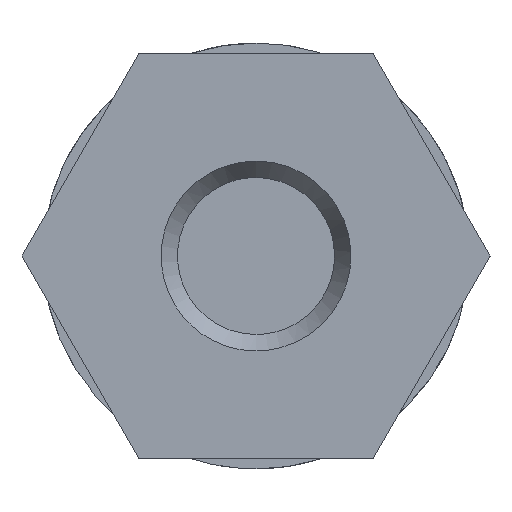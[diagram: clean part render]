
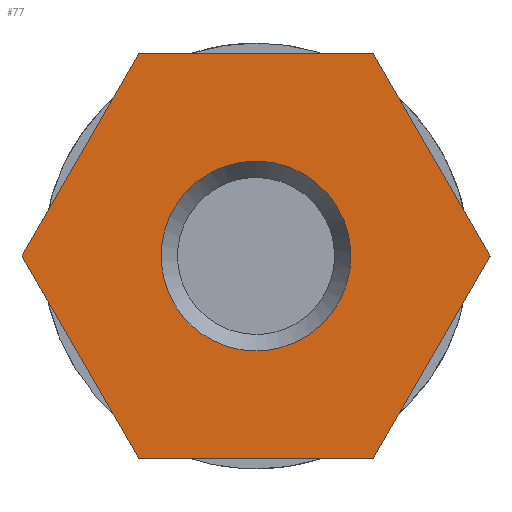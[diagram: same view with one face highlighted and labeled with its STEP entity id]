
A CAD part, front view. The second image highlights one B-rep face of the part: STEP entity #77.
In plain terms, the highlighted free-form (B-spline) face has degree [1, 1] with [2, 2] control points.
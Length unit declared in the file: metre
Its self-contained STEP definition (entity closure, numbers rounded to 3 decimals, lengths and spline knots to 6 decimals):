
#77 = ADVANCED_FACE( '', ( #152, #153 ), #154, .T. );
#152 = FACE_BOUND( '', #312, .T. );
#153 = FACE_OUTER_BOUND( '', #313, .T. );
#154 = B_SPLINE_SURFACE_WITH_KNOTS( '', 1, 1, ( ( #314, #315 ), ( #316, #317 ) ), .UNSPECIFIED., .F., .F., .F., ( 2, 2 ), ( 2, 2 ), ( 0., 1. ), ( 0., 1. ), .UNSPECIFIED. );
#312 = EDGE_LOOP( '', ( #563, #564 ) );
#313 = EDGE_LOOP( '', ( #565, #566, #567, #568, #569, #570 ) );
#314 = CARTESIAN_POINT( '', ( -0.004616, 0., 0.00395 ) );
#315 = CARTESIAN_POINT( '', ( 0.004616, 0., 0.00395 ) );
#316 = CARTESIAN_POINT( '', ( -0.004616, 0., -0.00395 ) );
#317 = CARTESIAN_POINT( '', ( 0.004616, 0., -0.00395 ) );
#563 = ORIENTED_EDGE( '', *, *, #717, .T. );
#564 = ORIENTED_EDGE( '', *, *, #716, .F. );
#565 = ORIENTED_EDGE( '', *, *, #708, .T. );
#566 = ORIENTED_EDGE( '', *, *, #702, .T. );
#567 = ORIENTED_EDGE( '', *, *, #715, .T. );
#568 = ORIENTED_EDGE( '', *, *, #714, .T. );
#569 = ORIENTED_EDGE( '', *, *, #712, .T. );
#570 = ORIENTED_EDGE( '', *, *, #710, .T. );
#702 = EDGE_CURVE( '', #874, #876, #878, .T. );
#708 = EDGE_CURVE( '', #887, #874, #889, .T. );
#710 = EDGE_CURVE( '', #890, #887, #892, .T. );
#712 = EDGE_CURVE( '', #893, #890, #895, .T. );
#714 = EDGE_CURVE( '', #896, #893, #898, .T. );
#715 = EDGE_CURVE( '', #876, #896, #899, .T. );
#716 = EDGE_CURVE( '', #900, #901, #902, .T. );
#717 = EDGE_CURVE( '', #900, #901, #903, .T. );
#874 = VERTEX_POINT( '', #1463 );
#876 = VERTEX_POINT( '', #1466 );
#878 = B_SPLINE_CURVE_WITH_KNOTS( '', 1, ( #1469, #1470 ), .UNSPECIFIED., .F., .F., ( 2, 2 ), ( 0., 1. ), .UNSPECIFIED. );
#887 = VERTEX_POINT( '', #1525 );
#889 = B_SPLINE_CURVE_WITH_KNOTS( '', 3, ( #1528, #1529, #1530, #1531 ), .UNSPECIFIED., .F., .F., ( 4, 4 ), ( 0., 1. ), .UNSPECIFIED. );
#890 = VERTEX_POINT( '', #1532 );
#892 = B_SPLINE_CURVE_WITH_KNOTS( '', 3, ( #1535, #1536, #1537, #1538 ), .UNSPECIFIED., .F., .F., ( 4, 4 ), ( 0., 1. ), .UNSPECIFIED. );
#893 = VERTEX_POINT( '', #1539 );
#895 = B_SPLINE_CURVE_WITH_KNOTS( '', 1, ( #1542, #1543 ), .UNSPECIFIED., .F., .F., ( 2, 2 ), ( 0., 1. ), .UNSPECIFIED. );
#896 = VERTEX_POINT( '', #1544 );
#898 = B_SPLINE_CURVE_WITH_KNOTS( '', 3, ( #1547, #1548, #1549, #1550 ), .UNSPECIFIED., .F., .F., ( 4, 4 ), ( 0., 1. ), .UNSPECIFIED. );
#899 = B_SPLINE_CURVE_WITH_KNOTS( '', 3, ( #1551, #1552, #1553, #1554 ), .UNSPECIFIED., .F., .F., ( 4, 4 ), ( 0., 1. ), .UNSPECIFIED. );
#900 = VERTEX_POINT( '', #1555 );
#901 = VERTEX_POINT( '', #1556 );
#902 = ( BOUNDED_CURVE(  )B_SPLINE_CURVE( 3, ( #1559, #1560, #1561, #1562 ), .UNSPECIFIED., .F., .F. )B_SPLINE_CURVE_WITH_KNOTS( ( 4, 4 ), ( -3.141593, 0. ), .UNSPECIFIED. )CURVE(  )GEOMETRIC_REPRESENTATION_ITEM(  )RATIONAL_B_SPLINE_CURVE( ( 1., 0.333, 0.333, 1. ) )REPRESENTATION_ITEM( '' ) );
#903 = B_SPLINE_CURVE_WITH_KNOTS( '', 3, ( #1568, #1569, #1570, #1571, #1572, #1573, #1574, #1575, #1576, #1577, #1578, #1579, #1580, #1581, #1582, #1583, #1584, #1585, #1586, #1587, #1588, #1589, #1590, #1591 ), .UNSPECIFIED., .F., .F., ( 4, 1, 1, 1, 1, 1, 1, 1, 1, 1, 1, 1, 1, 1, 1, 1, 1, 1, 1, 1, 1, 4 ), ( 0., 0.06557, 0.130999, 0.196569, 0.294832, 0.393094, 0.589382, 0.785669, 0.981956, 1.178244, 1.374531, 1.570818, 1.767106, 1.963393, 2.15968, 2.355968, 2.552255, 2.748542, 2.846805, 2.945067, 3.04333, 3.141593 ), .UNSPECIFIED. );
#1463 = CARTESIAN_POINT( '', ( 0.002281, 0., 0.00395 ) );
#1466 = CARTESIAN_POINT( '', ( -0.002281, 0., 0.00395 ) );
#1469 = CARTESIAN_POINT( '', ( 0.002281, 0., 0.00395 ) );
#1470 = CARTESIAN_POINT( '', ( -0.002281, 0., 0.00395 ) );
#1525 = CARTESIAN_POINT( '', ( 0.004561, 0., 0. ) );
#1528 = CARTESIAN_POINT( '', ( 0.004561, 0., 0. ) );
#1529 = CARTESIAN_POINT( '', ( 0.003801, 0., 0.001317 ) );
#1530 = CARTESIAN_POINT( '', ( 0.003041, 0., 0.002633 ) );
#1531 = CARTESIAN_POINT( '', ( 0.002281, 0., 0.00395 ) );
#1532 = CARTESIAN_POINT( '', ( 0.002281, 0., -0.00395 ) );
#1535 = CARTESIAN_POINT( '', ( 0.002281, 0., -0.00395 ) );
#1536 = CARTESIAN_POINT( '', ( 0.003041, 0., -0.002633 ) );
#1537 = CARTESIAN_POINT( '', ( 0.003801, 0., -0.001317 ) );
#1538 = CARTESIAN_POINT( '', ( 0.004561, 0., 0. ) );
#1539 = CARTESIAN_POINT( '', ( -0.002281, 0., -0.00395 ) );
#1542 = CARTESIAN_POINT( '', ( -0.002281, 0., -0.00395 ) );
#1543 = CARTESIAN_POINT( '', ( 0.002281, 0., -0.00395 ) );
#1544 = CARTESIAN_POINT( '', ( -0.004561, 0., 0. ) );
#1547 = CARTESIAN_POINT( '', ( -0.004561, 0., 0. ) );
#1548 = CARTESIAN_POINT( '', ( -0.003801, 0., -0.001317 ) );
#1549 = CARTESIAN_POINT( '', ( -0.003041, 0., -0.002633 ) );
#1550 = CARTESIAN_POINT( '', ( -0.002281, 0., -0.00395 ) );
#1551 = CARTESIAN_POINT( '', ( -0.002281, 0., 0.00395 ) );
#1552 = CARTESIAN_POINT( '', ( -0.003041, 0., 0.002633 ) );
#1553 = CARTESIAN_POINT( '', ( -0.003801, 0., 0.001317 ) );
#1554 = CARTESIAN_POINT( '', ( -0.004561, 0., 0. ) );
#1555 = CARTESIAN_POINT( '', ( 0., 0., 0.00185 ) );
#1556 = CARTESIAN_POINT( '', ( 0., 0., -0.00185 ) );
#1559 = CARTESIAN_POINT( '', ( 0., 0., 0.00185 ) );
#1560 = CARTESIAN_POINT( '', ( -0.0037, 0., 0.00185 ) );
#1561 = CARTESIAN_POINT( '', ( -0.0037, 0., -0.00185 ) );
#1562 = CARTESIAN_POINT( '', ( 0., 0., -0.00185 ) );
#1568 = CARTESIAN_POINT( '', ( 0., 0., 0.00185 ) );
#1569 = CARTESIAN_POINT( '', ( 0.00004, 0., 0.001849 ) );
#1570 = CARTESIAN_POINT( '', ( 0.000121, 0., 0.001848 ) );
#1571 = CARTESIAN_POINT( '', ( 0.000242, 0., 0.001835 ) );
#1572 = CARTESIAN_POINT( '', ( 0.000381, 0., 0.001812 ) );
#1573 = CARTESIAN_POINT( '', ( 0.000538, 0., 0.001773 ) );
#1574 = CARTESIAN_POINT( '', ( 0.000766, 0., 0.001692 ) );
#1575 = CARTESIAN_POINT( '', ( 0.001034, 0., 0.001548 ) );
#1576 = CARTESIAN_POINT( '', ( 0.001317, 0., 0.001317 ) );
#1577 = CARTESIAN_POINT( '', ( 0.001548, 0., 0.001034 ) );
#1578 = CARTESIAN_POINT( '', ( 0.00172, 0., 0.000713 ) );
#1579 = CARTESIAN_POINT( '', ( 0.001826, 0., 0.000363 ) );
#1580 = CARTESIAN_POINT( '', ( 0.001862, 0., 0. ) );
#1581 = CARTESIAN_POINT( '', ( 0.001826, 0., -0.000363 ) );
#1582 = CARTESIAN_POINT( '', ( 0.00172, 0., -0.000713 ) );
#1583 = CARTESIAN_POINT( '', ( 0.001548, 0., -0.001034 ) );
#1584 = CARTESIAN_POINT( '', ( 0.001317, 0., -0.001317 ) );
#1585 = CARTESIAN_POINT( '', ( 0.001034, 0., -0.001548 ) );
#1586 = CARTESIAN_POINT( '', ( 0.000766, 0., -0.001692 ) );
#1587 = CARTESIAN_POINT( '', ( 0.000538, 0., -0.001773 ) );
#1588 = CARTESIAN_POINT( '', ( 0.000361, 0., -0.001817 ) );
#1589 = CARTESIAN_POINT( '', ( 0.000182, 0., -0.001845 ) );
#1590 = CARTESIAN_POINT( '', ( 0.000061, 0., -0.001848 ) );
#1591 = CARTESIAN_POINT( '', ( 0., 0., -0.00185 ) );
